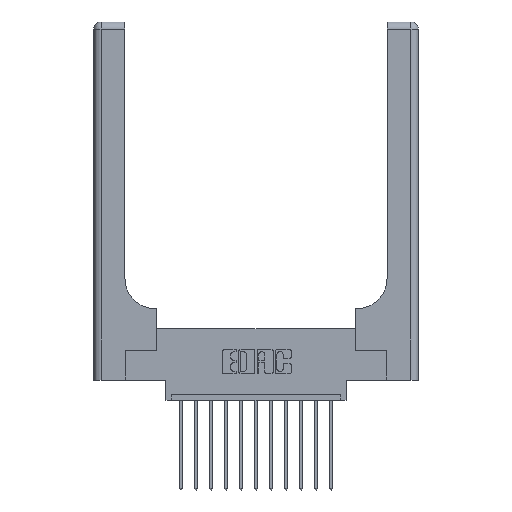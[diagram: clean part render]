
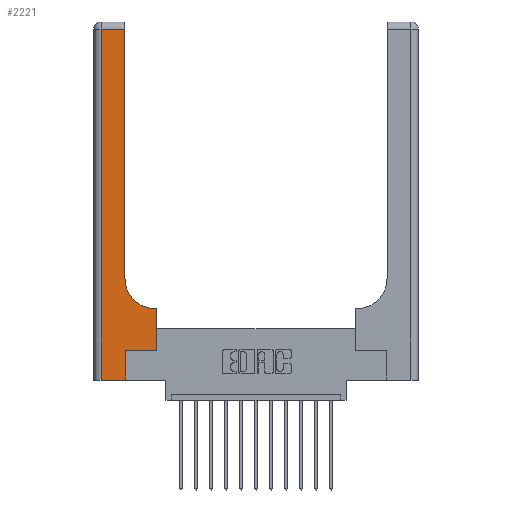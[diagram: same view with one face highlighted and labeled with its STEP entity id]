
A CAD part, top view. The second image highlights one B-rep face of the part: STEP entity #2221.
In plain terms, the highlighted planar face has unit normal (0, 0, 1).
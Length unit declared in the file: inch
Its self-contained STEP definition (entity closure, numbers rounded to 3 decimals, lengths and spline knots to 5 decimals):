
#40 = LINE ( 'NONE', #9496, #2219 ) ;
#47 = DIRECTION ( 'NONE',  ( 0., 1., 0. ) ) ;
#305 = VERTEX_POINT ( 'NONE', #5456 ) ;
#438 = VERTEX_POINT ( 'NONE', #1106 ) ;
#546 = DIRECTION ( 'NONE',  ( 0., 1., 0. ) ) ;
#600 = DIRECTION ( 'NONE',  ( 0., 0., -1. ) ) ;
#945 = ORIENTED_EDGE ( 'NONE', *, *, #6732, .T. ) ;
#1106 = CARTESIAN_POINT ( 'NONE',  ( 0.528, 0.25, 0.37 ) ) ;
#1128 = CARTESIAN_POINT ( 'NONE',  ( 0.265, 0., 0.37 ) ) ;
#1228 = DIRECTION ( 'NONE',  ( -1., 0., 0. ) ) ;
#1362 = VECTOR ( 'NONE', #11967, 39.37008 ) ;
#1459 = ORIENTED_EDGE ( 'NONE', *, *, #13505, .T. ) ;
#1574 = VECTOR ( 'NONE', #12618, 39.37008 ) ;
#1781 = CARTESIAN_POINT ( 'NONE',  ( 0., 3., 0.37 ) ) ;
#1784 = VECTOR ( 'NONE', #1228, 39.37008 ) ;
#1889 = DIRECTION ( 'NONE',  ( -1., 0., 0. ) ) ;
#2219 = VECTOR ( 'NONE', #10743, 39.37008 ) ;
#2221 = ADVANCED_FACE ( 'NONE', ( #12864 ), #9385, .F. ) ;
#2511 = VERTEX_POINT ( 'NONE', #14170 ) ;
#2690 = LINE ( 'NONE', #11802, #5253 ) ;
#2774 = VECTOR ( 'NONE', #47, 39.37008 ) ;
#2903 = CARTESIAN_POINT ( 'NONE',  ( 0.51, 0.6, 0.37 ) ) ;
#3417 = VECTOR ( 'NONE', #7291, 39.37008 ) ;
#3459 = ORIENTED_EDGE ( 'NONE', *, *, #10693, .T. ) ;
#3901 = AXIS2_PLACEMENT_3D ( 'NONE', #1781, #600, #1889 ) ;
#4731 = LINE ( 'NONE', #8929, #1784 ) ;
#4797 = VERTEX_POINT ( 'NONE', #1128 ) ;
#5253 = VECTOR ( 'NONE', #546, 39.37008 ) ;
#5456 = CARTESIAN_POINT ( 'NONE',  ( 0.528, 0.6, 0.37 ) ) ;
#5629 = ORIENTED_EDGE ( 'NONE', *, *, #13867, .T. ) ;
#5799 = VERTEX_POINT ( 'NONE', #6779 ) ;
#5839 = VERTEX_POINT ( 'NONE', #2903 ) ;
#5904 = VECTOR ( 'NONE', #12287, 39.37008 ) ;
#6732 = EDGE_CURVE ( 'NONE', #11673, #4797, #13295, .T. ) ;
#6779 = CARTESIAN_POINT ( 'NONE',  ( 0.06, 2.94, 0.37 ) ) ;
#7094 = CARTESIAN_POINT ( 'NONE',  ( 0.26, 0.6, 0.37 ) ) ;
#7242 = VERTEX_POINT ( 'NONE', #11334 ) ;
#7291 = DIRECTION ( 'NONE',  ( 1., 0., 0. ) ) ;
#8053 = CARTESIAN_POINT ( 'NONE',  ( 0.51, 0.85, 0.37 ) ) ;
#8236 = EDGE_CURVE ( 'NONE', #11840, #5799, #4731, .T. ) ;
#8929 = CARTESIAN_POINT ( 'NONE',  ( 0., 2.94, 0.37 ) ) ;
#9385 = PLANE ( 'NONE',  #3901 ) ;
#9496 = CARTESIAN_POINT ( 'NONE',  ( 0.265, 0., 0.37 ) ) ;
#9725 = CARTESIAN_POINT ( 'NONE',  ( 0.06, 3., 0.37 ) ) ;
#9729 = LINE ( 'NONE', #12507, #1574 ) ;
#10254 = CARTESIAN_POINT ( 'NONE',  ( 0.06, 0., 0.37 ) ) ;
#10476 = LINE ( 'NONE', #13896, #2774 ) ;
#10693 = EDGE_CURVE ( 'NONE', #2511, #11840, #2690, .T. ) ;
#10743 = DIRECTION ( 'NONE',  ( 0., 1., 0. ) ) ;
#11334 = CARTESIAN_POINT ( 'NONE',  ( 0.265, 0.25, 0.37 ) ) ;
#11673 = VERTEX_POINT ( 'NONE', #10254 ) ;
#11802 = CARTESIAN_POINT ( 'NONE',  ( 0.26, 3., 0.37 ) ) ;
#11840 = VERTEX_POINT ( 'NONE', #13152 ) ;
#11864 = EDGE_CURVE ( 'NONE', #4797, #7242, #40, .T. ) ;
#11967 = DIRECTION ( 'NONE',  ( -1., 0., 0. ) ) ;
#12237 = EDGE_LOOP ( 'NONE', ( #3459, #12396, #12784, #945, #13915, #15339, #5629, #1459, #13353 ) ) ;
#12250 = LINE ( 'NONE', #7094, #1362 ) ;
#12287 = DIRECTION ( 'NONE',  ( 0., -1., 0. ) ) ;
#12396 = ORIENTED_EDGE ( 'NONE', *, *, #8236, .T. ) ;
#12507 = CARTESIAN_POINT ( 'NONE',  ( 0.265, 0.25, 0.37 ) ) ;
#12618 = DIRECTION ( 'NONE',  ( 1., 0., 0. ) ) ;
#12624 = LINE ( 'NONE', #9725, #5904 ) ;
#12639 = CIRCLE ( 'NONE', #14805, 0.25 ) ;
#12784 = ORIENTED_EDGE ( 'NONE', *, *, #14638, .T. ) ;
#12864 = FACE_OUTER_BOUND ( 'NONE', #12237, .T. ) ;
#12950 = DIRECTION ( 'NONE',  ( 1., 0., 0. ) ) ;
#13152 = CARTESIAN_POINT ( 'NONE',  ( 0.26, 2.94, 0.37 ) ) ;
#13235 = EDGE_CURVE ( 'NONE', #7242, #438, #9729, .T. ) ;
#13295 = LINE ( 'NONE', #15923, #3417 ) ;
#13353 = ORIENTED_EDGE ( 'NONE', *, *, #14202, .T. ) ;
#13505 = EDGE_CURVE ( 'NONE', #305, #5839, #12250, .T. ) ;
#13867 = EDGE_CURVE ( 'NONE', #438, #305, #10476, .T. ) ;
#13896 = CARTESIAN_POINT ( 'NONE',  ( 0.528, 0.25, 0.37 ) ) ;
#13915 = ORIENTED_EDGE ( 'NONE', *, *, #11864, .T. ) ;
#14170 = CARTESIAN_POINT ( 'NONE',  ( 0.26, 0.85, 0.37 ) ) ;
#14202 = EDGE_CURVE ( 'NONE', #5839, #2511, #12639, .T. ) ;
#14638 = EDGE_CURVE ( 'NONE', #5799, #11673, #12624, .T. ) ;
#14805 = AXIS2_PLACEMENT_3D ( 'NONE', #8053, #15574, #12950 ) ;
#15339 = ORIENTED_EDGE ( 'NONE', *, *, #13235, .T. ) ;
#15574 = DIRECTION ( 'NONE',  ( 0., 0., -1. ) ) ;
#15923 = CARTESIAN_POINT ( 'NONE',  ( 0., 0., 0.37 ) ) ;
